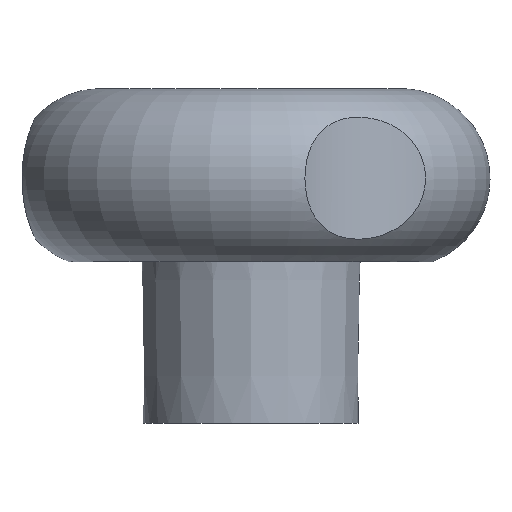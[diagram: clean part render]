
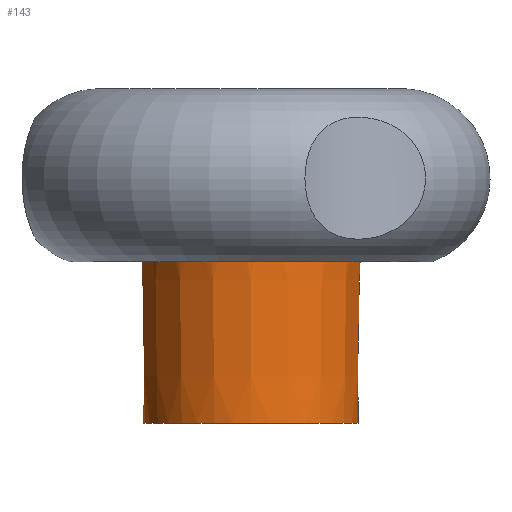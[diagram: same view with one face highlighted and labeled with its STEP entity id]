
A CAD part, left-side view. The second image highlights one B-rep face of the part: STEP entity #143.
In plain terms, the highlighted conical face has half-angle 0.983 degrees and reference radius 9 mm.
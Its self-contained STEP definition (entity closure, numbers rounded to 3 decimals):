
#143 = ADVANCED_FACE( '', ( #313, #314 ), #315, .T. );
#313 = FACE_OUTER_BOUND( '', #512, .T. );
#314 = FACE_BOUND( '', #513, .T. );
#315 = CONICAL_SURFACE( '', #514, 9., 0.017 );
#512 = EDGE_LOOP( '', ( #883, #884, #885, #886, #887, #888, #889, #890 ) );
#513 = EDGE_LOOP( '', ( #891 ) );
#514 = AXIS2_PLACEMENT_3D( '', #892, #893, #894 );
#883 = ORIENTED_EDGE( '', *, *, #1220, .F. );
#884 = ORIENTED_EDGE( '', *, *, #1267, .F. );
#885 = ORIENTED_EDGE( '', *, *, #1146, .F. );
#886 = ORIENTED_EDGE( '', *, *, #1135, .F. );
#887 = ORIENTED_EDGE( '', *, *, #1268, .F. );
#888 = ORIENTED_EDGE( '', *, *, #1263, .F. );
#889 = ORIENTED_EDGE( '', *, *, #1251, .F. );
#890 = ORIENTED_EDGE( '', *, *, #1269, .F. );
#891 = ORIENTED_EDGE( '', *, *, #1270, .T. );
#892 = CARTESIAN_POINT( '', ( 0., 0., 0. ) );
#893 = DIRECTION( '', ( 0., 0., 1. ) );
#894 = DIRECTION( '', ( 1., 0., 0. ) );
#1135 = EDGE_CURVE( '', #1342, #1338, #1344, .T. );
#1146 = EDGE_CURVE( '', #1338, #1352, #1362, .T. );
#1220 = EDGE_CURVE( '', #1485, #1400, #1487, .T. );
#1251 = EDGE_CURVE( '', #1528, #1506, #1530, .T. );
#1263 = EDGE_CURVE( '', #1506, #1544, #1547, .T. );
#1267 = EDGE_CURVE( '', #1352, #1485, #1551, .T. );
#1268 = EDGE_CURVE( '', #1544, #1342, #1552, .T. );
#1269 = EDGE_CURVE( '', #1400, #1528, #1553, .T. );
#1270 = EDGE_CURVE( '', #1554, #1554, #1555, .T. );
#1338 = VERTEX_POINT( '', #1645 );
#1342 = VERTEX_POINT( '', #1658 );
#1344 = CIRCLE( '', #1669, 9.274 );
#1352 = VERTEX_POINT( '', #1688 );
#1362 = CIRCLE( '', #1710, 9.274 );
#1400 = VERTEX_POINT( '', #1797 );
#1485 = VERTEX_POINT( '', #2034 );
#1487 = CIRCLE( '', #2037, 9.274 );
#1506 = VERTEX_POINT( '', #2064 );
#1528 = VERTEX_POINT( '', #2233 );
#1530 = CIRCLE( '', #2236, 9.274 );
#1544 = VERTEX_POINT( '', #2328 );
#1547 = CIRCLE( '', #2340, 9.274 );
#1551 = CIRCLE( '', #2345, 9.274 );
#1552 = CIRCLE( '', #2346, 9.274 );
#1553 = CIRCLE( '', #2347, 9.274 );
#1554 = VERTEX_POINT( '', #2348 );
#1555 = CIRCLE( '', #2349, 9. );
#1645 = CARTESIAN_POINT( '', ( 6.006, -7.067, 15.989 ) );
#1658 = CARTESIAN_POINT( '', ( -6.006, -7.067, 15.989 ) );
#1669 = AXIS2_PLACEMENT_3D( '', #2558, #2559, #2560 );
#1688 = CARTESIAN_POINT( '', ( 7.067, -6.006, 15.989 ) );
#1710 = AXIS2_PLACEMENT_3D( '', #2567, #2568, #2569 );
#1797 = CARTESIAN_POINT( '', ( 6.006, 7.067, 15.989 ) );
#2034 = CARTESIAN_POINT( '', ( 7.067, 6.006, 15.989 ) );
#2037 = AXIS2_PLACEMENT_3D( '', #2633, #2634, #2635 );
#2064 = CARTESIAN_POINT( '', ( -7.067, 6.006, 15.989 ) );
#2233 = CARTESIAN_POINT( '', ( -6.006, 7.067, 15.989 ) );
#2236 = AXIS2_PLACEMENT_3D( '', #2662, #2663, #2664 );
#2328 = CARTESIAN_POINT( '', ( -7.067, -6.006, 15.989 ) );
#2340 = AXIS2_PLACEMENT_3D( '', #2677, #2678, #2679 );
#2345 = AXIS2_PLACEMENT_3D( '', #2681, #2682, #2683 );
#2346 = AXIS2_PLACEMENT_3D( '', #2684, #2685, #2686 );
#2347 = AXIS2_PLACEMENT_3D( '', #2687, #2688, #2689 );
#2348 = CARTESIAN_POINT( '', ( 9., 0., 0. ) );
#2349 = AXIS2_PLACEMENT_3D( '', #2690, #2691, #2692 );
#2558 = CARTESIAN_POINT( '', ( 0., 0., 15.989 ) );
#2559 = DIRECTION( '', ( 0., 0., 1. ) );
#2560 = DIRECTION( '', ( 1., 0., 0. ) );
#2567 = CARTESIAN_POINT( '', ( 0., 0., 15.989 ) );
#2568 = DIRECTION( '', ( 0., 0., 1. ) );
#2569 = DIRECTION( '', ( 1., 0., 0. ) );
#2633 = CARTESIAN_POINT( '', ( 0., 0., 15.989 ) );
#2634 = DIRECTION( '', ( 0., 0., 1. ) );
#2635 = DIRECTION( '', ( 1., 0., 0. ) );
#2662 = CARTESIAN_POINT( '', ( 0., 0., 15.989 ) );
#2663 = DIRECTION( '', ( 0., 0., 1. ) );
#2664 = DIRECTION( '', ( 1., 0., 0. ) );
#2677 = CARTESIAN_POINT( '', ( 0., 0., 15.989 ) );
#2678 = DIRECTION( '', ( 0., 0., 1. ) );
#2679 = DIRECTION( '', ( 1., 0., 0. ) );
#2681 = CARTESIAN_POINT( '', ( 0., 0., 15.989 ) );
#2682 = DIRECTION( '', ( 0., 0., 1. ) );
#2683 = DIRECTION( '', ( 1., 0., 0. ) );
#2684 = CARTESIAN_POINT( '', ( 0., 0., 15.989 ) );
#2685 = DIRECTION( '', ( 0., 0., 1. ) );
#2686 = DIRECTION( '', ( 1., 0., 0. ) );
#2687 = CARTESIAN_POINT( '', ( 0., 0., 15.989 ) );
#2688 = DIRECTION( '', ( 0., 0., 1. ) );
#2689 = DIRECTION( '', ( 1., 0., 0. ) );
#2690 = CARTESIAN_POINT( '', ( 0., 0., 0. ) );
#2691 = DIRECTION( '', ( 0., 0., 1. ) );
#2692 = DIRECTION( '', ( 1., 0., 0. ) );
